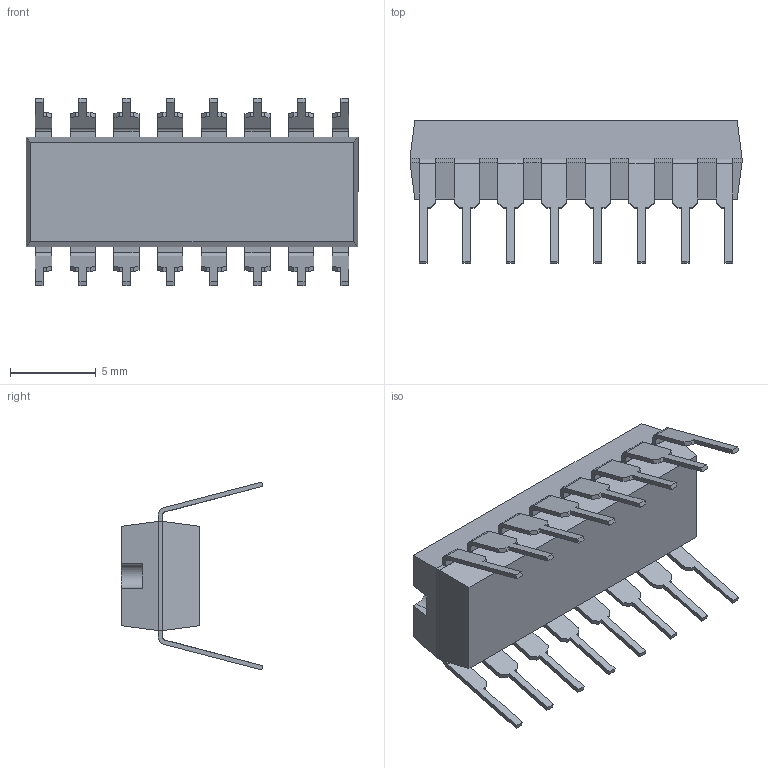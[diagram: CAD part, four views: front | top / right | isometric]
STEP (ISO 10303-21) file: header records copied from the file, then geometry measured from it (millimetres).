
FILE_DESCRIPTION (( 'STEP AP214' ), '1' );
FILE_NAME ('MAX232N.STEP', '2020-07-04T01:03:30', ( '' ), ( '' ), 'SwSTEP 2.0', 'SolidWorks 2017', '' );
FILE_SCHEMA (( 'AUTOMOTIVE_DESIGN' ));
Length unit declared in the file: inch
Products named in the file (1): MAX232N
Bounding box: 19.3 x 8.26 x 10.92 mm (x, y, z)
Volume: 551.9 mm3; surface area: 704.5 mm2
Topology: 17 solids, 17 shells, 262 faces, 676 edges, 448 vertices
Faces by surface type: plane 229, cylinder 33
Entity records: 8078 total; most frequent: CARTESIAN_POINT 1387, ORIENTED_EDGE 1352, DIRECTION 1268, EDGE_CURVE 676, LINE 610, VECTOR 610, VERTEX_POINT 448, AXIS2_PLACEMENT_3D 329
